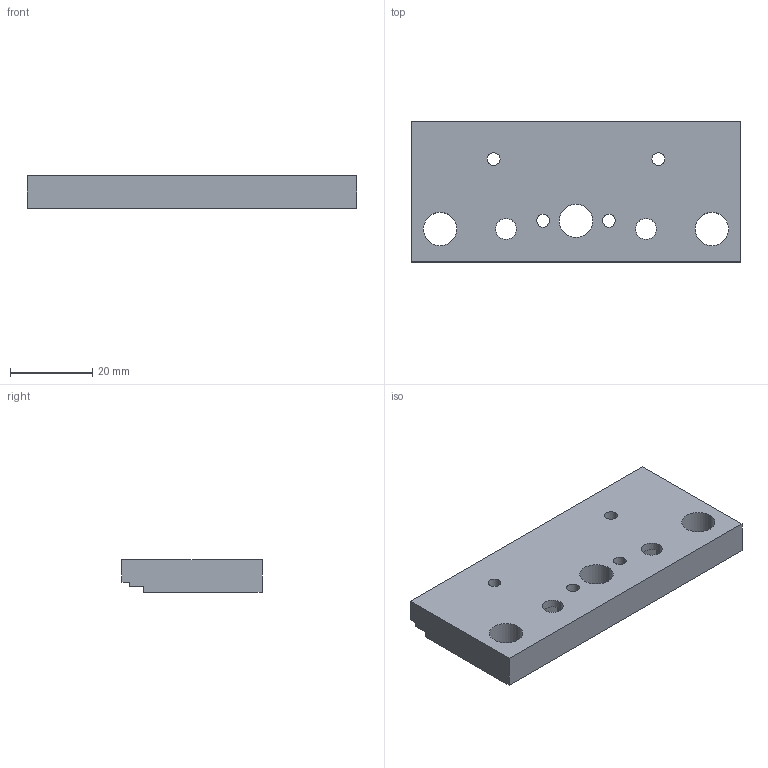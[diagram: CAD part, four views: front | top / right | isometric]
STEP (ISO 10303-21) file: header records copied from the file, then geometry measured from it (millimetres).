
FILE_DESCRIPTION (( 'STEP AP214' ), '1' );
FILE_NAME ('CNC樓馱璃-樁蕾斐-v1.2.1-20250823.STEP', '2025-08-22T22:30:51', ( '' ), ( '' ), 'SwSTEP 2.0', 'SolidWorks 2018', '' );
FILE_SCHEMA (( 'AUTOMOTIVE_DESIGN' ));
Length unit declared in the file: millimetre
Products named in the file (1): CNC樓馱璃-樁蕾斐-v1.2.1-20250823
Bounding box: 80 x 34 x 8 mm (x, y, z)
Volume: 18498 mm3; surface area: 8216.4 mm2
Topology: 1 solids, 1 shells, 62 faces, 168 edges, 112 vertices
Faces by surface type: plane 42, cylinder 20
Entity records: 2022 total; most frequent: CARTESIAN_POINT 343, ORIENTED_EDGE 336, DIRECTION 334, EDGE_CURVE 168, VECTOR 128, LINE 128, VERTEX_POINT 112, AXIS2_PLACEMENT_3D 103
